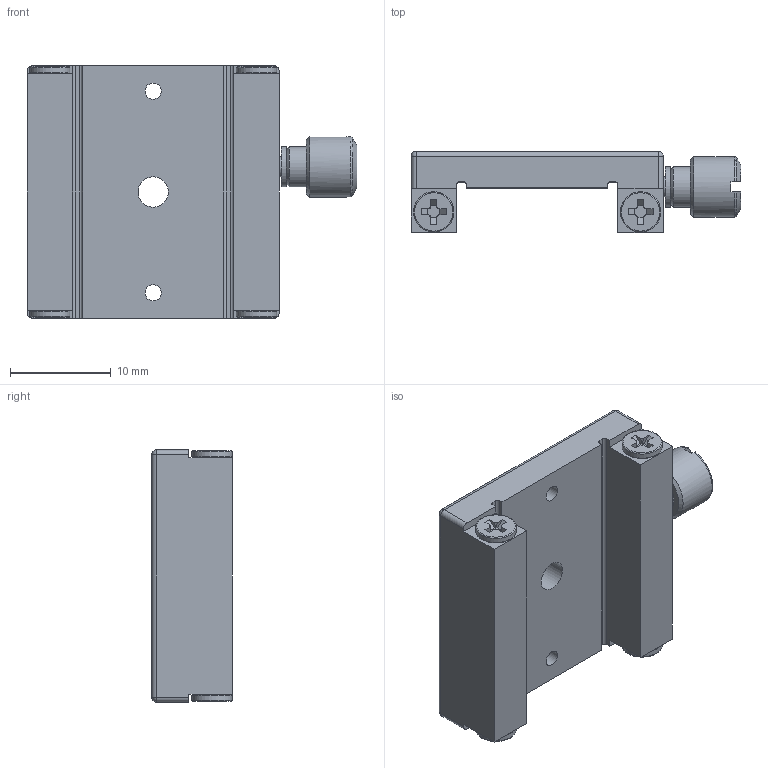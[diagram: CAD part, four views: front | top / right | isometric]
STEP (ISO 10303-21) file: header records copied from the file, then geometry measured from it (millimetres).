
FILE_DESCRIPTION(/* description */ (''),/* implementation_level */ '2;1');
FILE_NAME(/* name */ 'Group1^MX25-SC(«¬¿ý).ipt.step',/* time_stamp */ '2022-11-29T08:35:33+01:00',/* author */ ('Prakash Lab'),/* organization */ (''),/* preprocessor_version */ 'ST-DEVELOPER v18.1',/* originating_system */ 'Autodesk Inventor 2022',/* authorisation */ '');
FILE_SCHEMA (('AUTOMOTIVE_DESIGN { 1 0 10303 214 3 1 1 }'));
Length unit declared in the file: millimetre
Products named in the file (1): Group1^MX25-SC(«¬¿ý)
Bounding box: 32.7 x 8 x 25 mm (x, y, z)
Volume: 3233.4 mm3; surface area: 2564 mm2
Topology: 1 solids, 1 shells, 171 faces, 439 edges, 284 vertices
Faces by surface type: plane 92, cone 36, cylinder 29, torus 10, sphere 4
Full cylindrical faces by diameter (mm): 1.6 x8, 2 x1, 3 x1, 4 x6, 6 x1
Entity records: 5268 total; most frequent: CARTESIAN_POINT 1004, DIRECTION 897, ORIENTED_EDGE 870, EDGE_CURVE 435, AXIS2_PLACEMENT_3D 327, VERTEX_POINT 284, LINE 243, VECTOR 243
